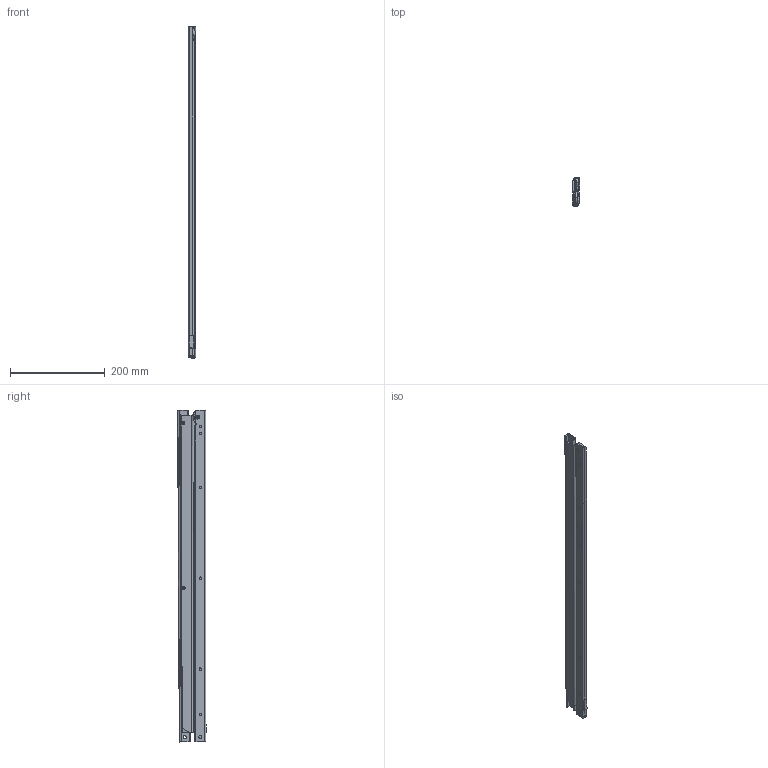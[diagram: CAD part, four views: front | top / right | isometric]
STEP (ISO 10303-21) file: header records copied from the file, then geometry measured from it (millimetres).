
FILE_DESCRIPTION (( 'STEP AP214' ), '1' );
FILE_NAME ('CS# 6010.700-GA.SB00_closed.STEP', '2023-03-09T12:56:09', ( '' ), ( '' ), 'SwSTEP 2.0', 'SolidWorks 2020', '' );
FILE_SCHEMA (( 'AUTOMOTIVE_DESIGN' ));
Length unit declared in the file: millimetre
Products named in the file (21): CS# 6010.700-GA.SB00_closed; KR-071_vernietet; CS# 6010.XXX-01.0000_700mm; B02-138_vernietet AS-033; IV-Scheibe 12-4,5-1,0_ › 10 - ›3,5 - 1,0; KR-071; bkr071_eingenietet; GA-009; CS# 6010.XXX-03.0000_700mm; CS# 6010.XXX-03.0000_NL700; DIN 9021 A_M  3    - › 9,0 - ›3,2 - 0,8; CS# 6010.XXX-01.0000_NL700 - KR-071; bkr070_beidseitig vernietet D=4,95; B02-101_B02-101 vernietet; KR-070; CS# 6010.XXX-02.0000_NL 700; AS-033_B02-138; AS-033; CS# 6010.XXX-02.0000_NL 700 - KR-070; GA-009_B02-101 vernietet; KR-070_vernietet Mat. 2mm
Assembly tree (23 placements, depth 4):
  CS# 6010.700-GA.SB00_closed
    CS# 6010.XXX-01.0000_NL700 - KR-071
      CS# 6010.XXX-01.0000_700mm
      GA-009_B02-101 vernietet
        GA-009
        B02-101_B02-101 vernietet
      KR-071_vernietet
        KR-071
        bkr071_eingenietet
        IV-Scheibe 12-4,5-1,0_ › 10 - ›3,5 - 1,0
    CS# 6010.XXX-02.0000_NL 700 - KR-070
      CS# 6010.XXX-02.0000_NL 700
      AS-033_B02-138
        AS-033
        B02-138_vernietet AS-033
      KR-070_vernietet Mat. 2mm  x3
        bkr070_beidseitig vernietet D=4,95
        KR-070
        DIN 9021 A_M  3    - › 9,0 - ›3,2 - 0,8
    CS# 6010.XXX-03.0000_NL700
      CS# 6010.XXX-03.0000_700mm
      GA-009_B02-101 vernietet
        GA-009
        B02-101_B02-101 vernietet
Bounding box: 15 x 60.74 x 700.92 mm (x, y, z)
Volume: 217804.7 mm3; surface area: 210334.3 mm2
Topology: 21 solids, 21 shells, 2088 faces, 5205 edges, 3243 vertices
Faces by surface type: plane 815, cylinder 449, bspline 393, torus 242, cone 153, sphere 36
Entity records: 67557 total; most frequent: CARTESIAN_POINT 27136, ORIENTED_EDGE 7476, DIRECTION 6464, EDGE_CURVE 3738, VERTEX_POINT 2365, AXIS2_PLACEMENT_3D 2287, LINE 1890, VECTOR 1890
